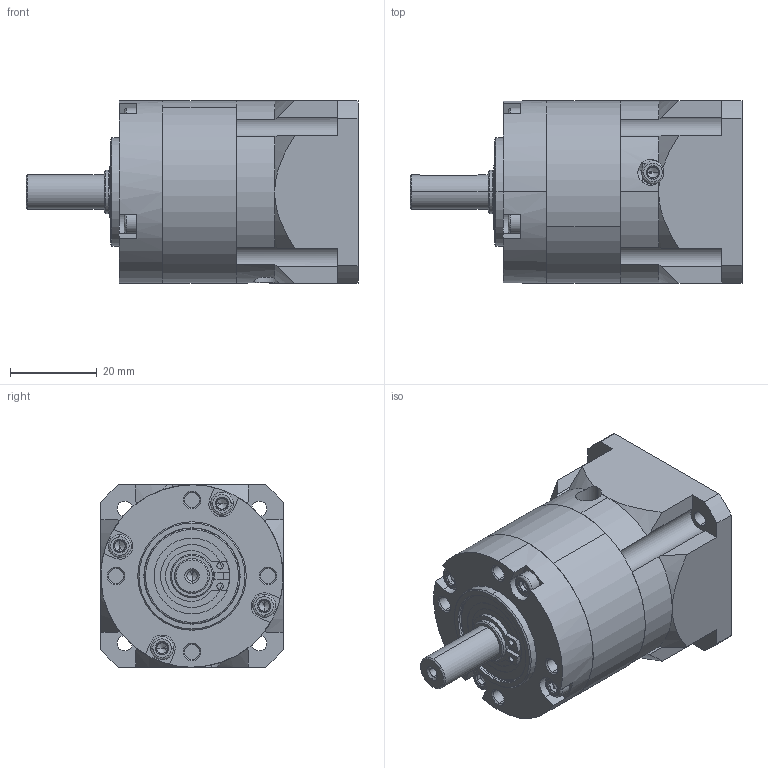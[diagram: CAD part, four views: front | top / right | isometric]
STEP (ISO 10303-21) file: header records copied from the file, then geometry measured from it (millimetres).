
FILE_DESCRIPTION (( 'STEP AP203' ), '1' );
FILE_NAME ('MGL17-G10.STEP', '2025-06-30T05:46:31', ( '' ), ( '' ), 'SwSTEP 2.0', 'SolidWorks 2023', '' );
FILE_SCHEMA (( 'CONFIG_CONTROL_DESIGN' ));
Length unit declared in the file: millimetre
Products named in the file (13): 6801轴承; MGL17-G10; SW输入端盖; 输出轴; SW输入端组件; 一级齿圈; 输出端盖; 联轴器; 输出端组件; 6900轴承; 轴卡; 太阳轮; M3螺钉
Assembly tree (22 placements, depth 3):
  MGL17-G10
    输出端组件
      输出端盖
      6900轴承  x2
      输出轴
      轴卡
    一级齿圈
    SW输入端组件
      SW输入端盖
      6801轴承
      联轴器
      M3螺钉  x2
      太阳轮
    M3螺钉  x8
Bounding box: 76.5 x 42 x 42 mm (x, y, z)
Volume: 62734 mm3; surface area: 35855.6 mm2
Topology: 59 solids, 59 shells, 709 faces, 1676 edges, 1000 vertices
Faces by surface type: cylinder 261, plane 212, bspline 122, cone 114
Entity records: 15704 total; most frequent: CARTESIAN_POINT 3833, DIRECTION 2277, ORIENTED_EDGE 1996, EDGE_CURVE 998, AXIS2_PLACEMENT_3D 949, VERTEX_POINT 651, EDGE_LOOP 551, CIRCLE 543
